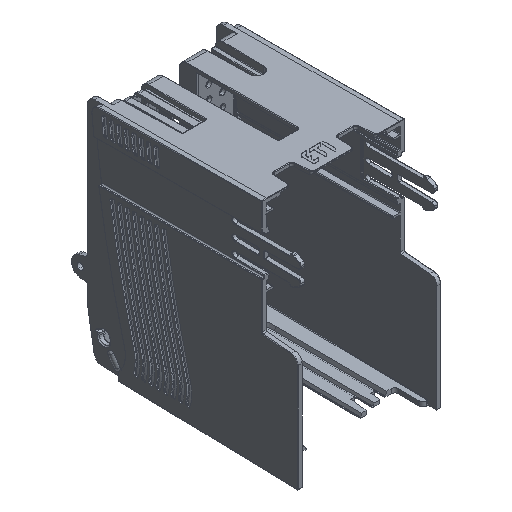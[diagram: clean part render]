
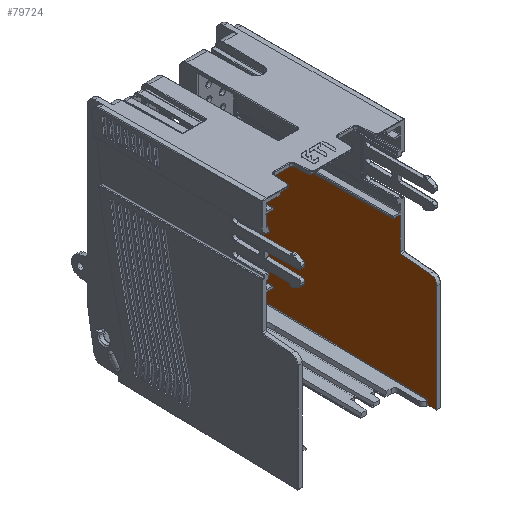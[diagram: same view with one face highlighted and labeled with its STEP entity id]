
A CAD part, isometric view. The second image highlights one B-rep face of the part: STEP entity #79724.
In plain terms, the highlighted planar face has unit normal (-1, -0.009, 0).
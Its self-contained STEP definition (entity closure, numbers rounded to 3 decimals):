
#18895=DIRECTION('',(0.,0.,-1.));
#18896=VECTOR('',#18895,1.995);
#18897=CARTESIAN_POINT('',(30.445,-83.813,
-47.989));
#18898=LINE('',#18897,#18896);
#18902=CARTESIAN_POINT('',(30.445,-83.813,
-47.989));
#25533=DIRECTION('',(0.,0.,1.));
#25534=VECTOR('',#25533,12.942);
#25535=CARTESIAN_POINT('',(30.349,-72.7,
-1.828));
#25536=LINE('',#25535,#25534);
#25621=CARTESIAN_POINT('',(29.877,-18.608,
-34.639));
#25622=CARTESIAN_POINT('',(29.865,-17.307,
-29.642));
#25623=CARTESIAN_POINT('',(29.844,-14.871,
-19.613));
#25624=CARTESIAN_POINT('',(29.816,-11.719,
-4.449));
#25625=CARTESIAN_POINT('',(29.801,-9.955,
5.72));
#25626=CARTESIAN_POINT('',(29.794,-9.157,
10.821));
#25631=DIRECTION('',(0.009,-1.,0.005));
#25632=VECTOR('',#25631,63.543);
#25633=CARTESIAN_POINT('',(29.794,-9.157,
10.821));
#25634=LINE('',#25633,#25632);
#25638=DIRECTION('',(0.009,-0.996,-0.087));
#25639=VECTOR('',#25638,11.549);
#25640=CARTESIAN_POINT('',(30.353,-73.157,
-2.326));
#25641=LINE('',#25640,#25639);
#25645=CARTESIAN_POINT('',(30.453,-84.662,
-3.33));
#25646=CARTESIAN_POINT('',(30.457,-85.119,
-3.37));
#25647=CARTESIAN_POINT('',(30.463,-85.844,
-3.621));
#25648=CARTESIAN_POINT('',(30.47,-86.655,
-4.253));
#25649=CARTESIAN_POINT('',(30.475,-87.214,
-5.115));
#25650=CARTESIAN_POINT('',(30.477,-87.401,
-5.86));
#25651=CARTESIAN_POINT('',(30.477,-87.402,
-6.318));
#25656=DIRECTION('',(0.,0.,-1.));
#25657=VECTOR('',#25656,43.554);
#25658=CARTESIAN_POINT('',(30.477,-87.402,
-6.318));
#25659=LINE('',#25658,#25657);
#25663=CARTESIAN_POINT('',(30.477,-87.412,
-49.872));
#25664=CARTESIAN_POINT('',(30.477,-87.412,
-49.91));
#25665=CARTESIAN_POINT('',(30.477,-87.392,
-49.977));
#25666=CARTESIAN_POINT('',(30.476,-87.313,
-50.055));
#25667=CARTESIAN_POINT('',(30.475,-87.245,
-50.073));
#25668=CARTESIAN_POINT('',(30.475,-87.207,
-50.072));
#25673=DIRECTION('',(-0.009,1.,0.026));
#25674=VECTOR('',#25673,3.395);
#25675=CARTESIAN_POINT('',(30.475,-87.207,
-50.072));
#25676=LINE('',#25675,#25674);
#25680=DIRECTION('',(-0.009,1.,0.026));
#25681=VECTOR('',#25680,67.429);
#25682=CARTESIAN_POINT('',(30.445,-83.813,
-47.989));
#25683=LINE('',#25682,#25681);
#25687=CARTESIAN_POINT('',(29.77,-6.657,
-37.752));
#25688=DIRECTION('',(-1.,-0.009,0.));
#25689=DIRECTION('',(0.007,-0.79,-0.614));
#25690=AXIS2_PLACEMENT_3D('',#25687,#25688,#25689);
#26070=DIRECTION('',(0.,0.,-1.));
#26071=VECTOR('',#26070,0.91);
#26072=CARTESIAN_POINT('',(29.857,-16.409,
-45.33));
#26073=LINE('',#26072,#26071);
#26312=CARTESIAN_POINT('',(30.353,-73.157,
-2.326));
#26313=CARTESIAN_POINT('',(30.351,-73.005,
-2.313));
#26314=CARTESIAN_POINT('',(30.35,-72.811,
-2.185));
#26315=CARTESIAN_POINT('',(30.349,-72.7,
-1.981));
#26316=CARTESIAN_POINT('',(30.349,-72.7,
-1.828));
#42956=CARTESIAN_POINT('',(30.475,-87.207,
-50.072));
#42957=VERTEX_POINT('',#42956);
#42958=VERTEX_POINT('',#25663);
#42963=CARTESIAN_POINT('',(30.445,-83.813,
-49.984));
#42964=VERTEX_POINT('',#42963);
#43586=VERTEX_POINT('',#18902);
#43587=CARTESIAN_POINT('',(29.857,-16.409,
-46.24));
#43588=VERTEX_POINT('',#43587);
#44399=CARTESIAN_POINT('',(30.349,-72.7,
-1.828));
#44400=CARTESIAN_POINT('',(30.349,-72.697,
11.114));
#44401=VERTEX_POINT('',#44399);
#44402=VERTEX_POINT('',#44400);
#44413=VERTEX_POINT('',#25621);
#44414=VERTEX_POINT('',#25626);
#44415=VERTEX_POINT('',#26312);
#44416=CARTESIAN_POINT('',(30.453,-84.662,
-3.33));
#44417=VERTEX_POINT('',#44416);
#44418=VERTEX_POINT('',#25651);
#44419=CARTESIAN_POINT('',(29.857,-16.409,
-45.33));
#44420=VERTEX_POINT('',#44419);
#79696=CARTESIAN_POINT('',(30.349,-72.701,
-2.286));
#79697=DIRECTION('',(-1.,-0.009,0.));
#79698=DIRECTION('',(0.,0.,1.));
#79699=AXIS2_PLACEMENT_3D('',#79696,#79697,#79698);
#79700=PLANE('',#79699);
#79702=ORIENTED_EDGE('',*,*,#79701,.T.);
#79704=ORIENTED_EDGE('',*,*,#79703,.T.);
#79705=ORIENTED_EDGE('',*,*,#79651,.F.);
#79707=ORIENTED_EDGE('',*,*,#79706,.F.);
#79709=ORIENTED_EDGE('',*,*,#79708,.T.);
#79711=ORIENTED_EDGE('',*,*,#79710,.T.);
#79713=ORIENTED_EDGE('',*,*,#79712,.T.);
#79714=ORIENTED_EDGE('',*,*,#62068,.T.);
#79715=ORIENTED_EDGE('',*,*,#62097,.T.);
#79716=ORIENTED_EDGE('',*,*,#70657,.F.);
#79717=ORIENTED_EDGE('',*,*,#70679,.T.);
#79719=ORIENTED_EDGE('',*,*,#79718,.F.);
#79721=ORIENTED_EDGE('',*,*,#79720,.T.);
#79722=EDGE_LOOP('',(#79702,#79704,#79705,#79707,#79709,#79711,#79713,#79714,
#79715,#79716,#79717,#79719,#79721));
#79723=FACE_OUTER_BOUND('',#79722,.F.);
#25627=B_SPLINE_CURVE_WITH_KNOTS('',3,(#25621,#25622,#25623,#25624,#25625,
#25626),.UNSPECIFIED.,.F.,.F.,(4,1,1,4),(0.,0.333,
0.667,1.),.UNSPECIFIED.);
#25652=B_SPLINE_CURVE_WITH_KNOTS('',3,(#25645,#25646,#25647,#25648,#25649,
#25650,#25651),.UNSPECIFIED.,.F.,.F.,(4,1,1,1,4),(0.,0.25,0.5,0.75,
1.),.UNSPECIFIED.);
#25669=B_SPLINE_CURVE_WITH_KNOTS('',3,(#25663,#25664,#25665,#25666,#25667,
#25668),.UNSPECIFIED.,.F.,.F.,(4,1,1,4),(0.,0.333,
0.667,1.),.UNSPECIFIED.);
#25691=CIRCLE('',#25690,12.351);
#26317=B_SPLINE_CURVE_WITH_KNOTS('',3,(#26312,#26313,#26314,#26315,#26316),
.UNSPECIFIED.,.F.,.F.,(4,1,4),(0.,0.5,1.),.UNSPECIFIED.);
#62068=EDGE_CURVE('',#42958,#42957,#25669,.T.);
#62097=EDGE_CURVE('',#42957,#42964,#25676,.T.);
#70657=EDGE_CURVE('',#43586,#42964,#18898,.T.);
#70679=EDGE_CURVE('',#43586,#43588,#25683,.T.);
#79651=EDGE_CURVE('',#44401,#44402,#25536,.T.);
#79701=EDGE_CURVE('',#44413,#44414,#25627,.T.);
#79703=EDGE_CURVE('',#44414,#44402,#25634,.T.);
#79706=EDGE_CURVE('',#44415,#44401,#26317,.T.);
#79708=EDGE_CURVE('',#44415,#44417,#25641,.T.);
#79710=EDGE_CURVE('',#44417,#44418,#25652,.T.);
#79712=EDGE_CURVE('',#44418,#42958,#25659,.T.);
#79718=EDGE_CURVE('',#44420,#43588,#26073,.T.);
#79720=EDGE_CURVE('',#44420,#44413,#25691,.T.);
#79724=ADVANCED_FACE('',(#79723),#79700,.T.);
